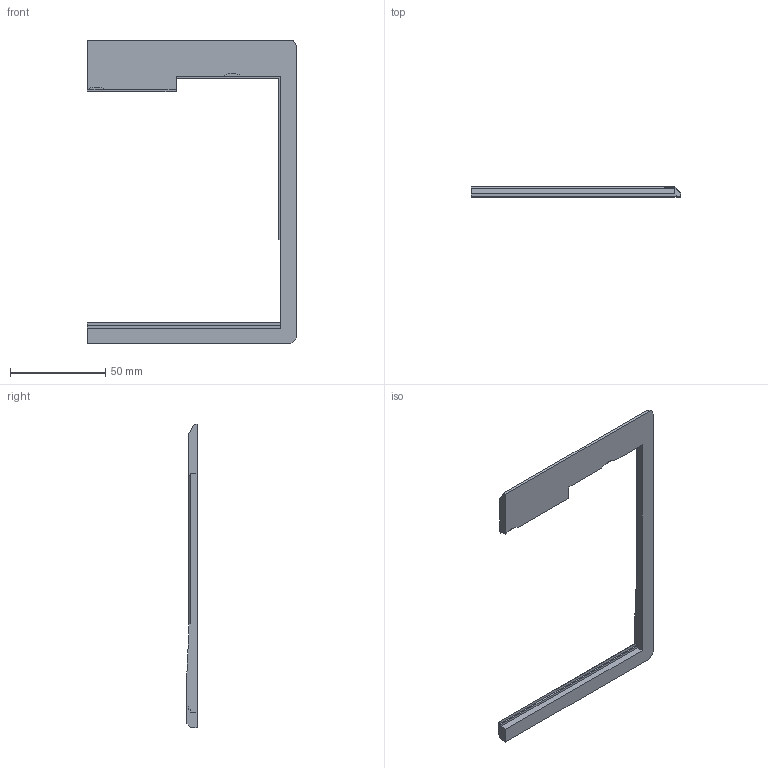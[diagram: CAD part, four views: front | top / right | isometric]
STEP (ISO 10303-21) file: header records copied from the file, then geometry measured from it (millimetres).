
FILE_DESCRIPTION(/* description */ (''),/* implementation_level */ '2;1');
FILE_NAME(/* name */ 'BezelTest2Right.stp',/* time_stamp */ '2022-10-25T18:05:43+01:00',/* author */ ('benka'),/* organization */ (''),/* preprocessor_version */ 'ST-DEVELOPER v18.1',/* originating_system */ 'Autodesk Inventor 2022',/* authorisation */ '');
FILE_SCHEMA (('CONFIG_CONTROL_DESIGN'));
Length unit declared in the file: millimetre
Products named in the file (1): Bezel
Bounding box: 110 x 5.33 x 159.53 mm (x, y, z)
Volume: 19065.4 mm3; surface area: 12513.7 mm2
Topology: 1 solids, 1 shells, 47 faces, 127 edges, 81 vertices
Faces by surface type: plane 36, cylinder 8, cone 3
Entity records: 1531 total; most frequent: CARTESIAN_POINT 255, ORIENTED_EDGE 252, DIRECTION 241, EDGE_CURVE 126, LINE 107, VECTOR 107, VERTEX_POINT 81, AXIS2_PLACEMENT_3D 67
